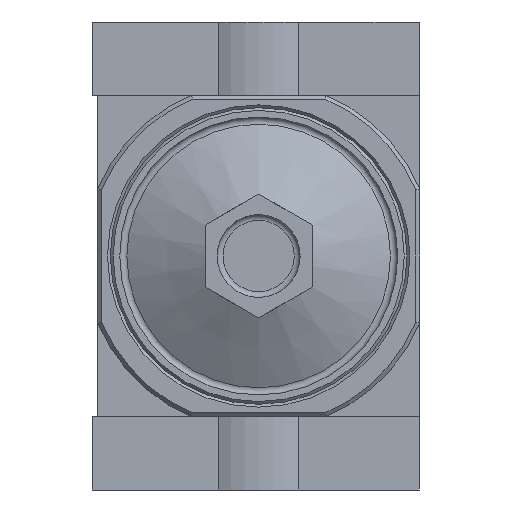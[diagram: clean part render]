
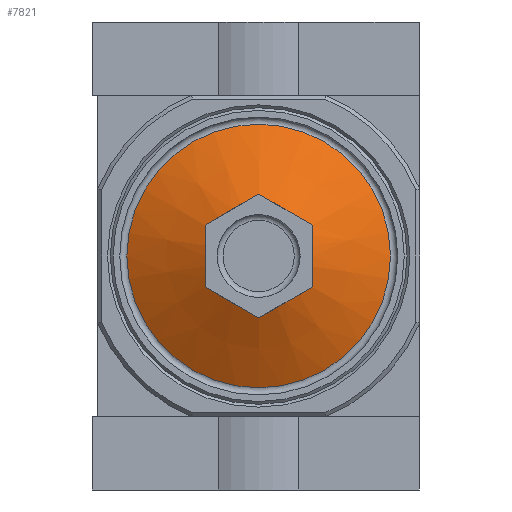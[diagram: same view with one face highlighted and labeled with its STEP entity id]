
A CAD part, front view. The second image highlights one B-rep face of the part: STEP entity #7821.
In plain terms, the highlighted conical face has half-angle 62 degrees and reference radius 27.03 mm.
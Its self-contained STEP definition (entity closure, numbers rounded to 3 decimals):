
#79=CONICAL_SURFACE('',#8397,27.031,1.082);
#333=B_SPLINE_CURVE_WITH_KNOTS('',3,(#12073,#12074,#12075,#12076,#12077,
#12078),.UNSPECIFIED.,.F.,.F.,(4,1,1,4),(0.,0.006,
0.01,0.013),.UNSPECIFIED.);
#334=B_SPLINE_CURVE_WITH_KNOTS('',3,(#12081,#12082,#12083,#12084,#12085,
#12086),.UNSPECIFIED.,.F.,.F.,(4,1,1,4),(0.,0.006,
0.01,0.013),.UNSPECIFIED.);
#335=B_SPLINE_CURVE_WITH_KNOTS('',3,(#12088,#12089,#12090,#12091,#12092,
#12093),.UNSPECIFIED.,.F.,.F.,(4,1,1,4),(0.016,0.023,
0.026,0.029),.UNSPECIFIED.);
#336=B_SPLINE_CURVE_WITH_KNOTS('',3,(#12095,#12096,#12097,#12098,#12099,
#12100),.UNSPECIFIED.,.F.,.F.,(4,1,1,4),(0.,0.006,
0.01,0.013),.UNSPECIFIED.);
#337=B_SPLINE_CURVE_WITH_KNOTS('',3,(#12102,#12103,#12104,#12105,#12106,
#12107),.UNSPECIFIED.,.F.,.F.,(4,1,1,4),(0.,0.006,
0.01,0.013),.UNSPECIFIED.);
#338=B_SPLINE_CURVE_WITH_KNOTS('',3,(#12109,#12110,#12111,#12112,#12113,
#12114),.UNSPECIFIED.,.F.,.F.,(4,1,1,4),(0.016,0.023,
0.026,0.029),.UNSPECIFIED.);
#1797=ORIENTED_EDGE('',*,*,#3367,.F.);
#1798=ORIENTED_EDGE('',*,*,#3368,.F.);
#1799=ORIENTED_EDGE('',*,*,#3369,.F.);
#1800=ORIENTED_EDGE('',*,*,#3370,.F.);
#1801=ORIENTED_EDGE('',*,*,#3371,.F.);
#1802=ORIENTED_EDGE('',*,*,#3372,.F.);
#1803=ORIENTED_EDGE('',*,*,#3373,.T.);
#3367=EDGE_CURVE('',#4128,#4129,#333,.T.);
#3368=EDGE_CURVE('',#4130,#4128,#334,.T.);
#3369=EDGE_CURVE('',#4131,#4130,#335,.T.);
#3370=EDGE_CURVE('',#4132,#4131,#336,.T.);
#3371=EDGE_CURVE('',#4133,#4132,#337,.T.);
#3372=EDGE_CURVE('',#4129,#4133,#338,.T.);
#3373=EDGE_CURVE('',#4134,#4134,#4634,.T.);
#4128=VERTEX_POINT('',#12079);
#4129=VERTEX_POINT('',#12080);
#4130=VERTEX_POINT('',#12087);
#4131=VERTEX_POINT('',#12094);
#4132=VERTEX_POINT('',#12101);
#4133=VERTEX_POINT('',#12108);
#4134=VERTEX_POINT('',#12116);
#4634=CIRCLE('',#8398,27.031);
#4970=EDGE_LOOP('',(#1797,#1798,#1799,#1800,#1801,#1802));
#4971=EDGE_LOOP('',(#1803));
#5510=FACE_BOUND('',#4970,.T.);
#5511=FACE_BOUND('',#4971,.T.);
#7821=ADVANCED_FACE('',(#5510,#5511),#79,.T.);
#8397=AXIS2_PLACEMENT_3D('',#12072,#9536,#9537);
#8398=AXIS2_PLACEMENT_3D('',#12115,#9538,#9539);
#9536=DIRECTION('',(0.,1.,0.));
#9537=DIRECTION('',(0.,0.,1.));
#9538=DIRECTION('',(0.,-1.,0.));
#9539=DIRECTION('',(0.,0.,-1.));
#12072=CARTESIAN_POINT('',(0.,-28.876,0.));
#12073=CARTESIAN_POINT('',(12.702,-36.495,0.));
#12074=CARTESIAN_POINT('',(11.662,-37.048,1.802));
#12075=CARTESIAN_POINT('',(10.073,-37.574,4.554));
#12076=CARTESIAN_POINT('',(7.917,-37.228,8.287));
#12077=CARTESIAN_POINT('',(6.871,-36.772,10.098));
#12078=CARTESIAN_POINT('',(6.351,-36.495,11.));
#12079=CARTESIAN_POINT('',(12.702,-36.495,0.));
#12080=CARTESIAN_POINT('',(6.351,-36.495,11.));
#12081=CARTESIAN_POINT('',(6.351,-36.495,-11.));
#12082=CARTESIAN_POINT('',(7.391,-37.048,-9.198));
#12083=CARTESIAN_POINT('',(8.98,-37.574,-6.446));
#12084=CARTESIAN_POINT('',(11.135,-37.228,-2.713));
#12085=CARTESIAN_POINT('',(12.181,-36.772,-0.902));
#12086=CARTESIAN_POINT('',(12.702,-36.495,0.));
#12087=CARTESIAN_POINT('',(6.351,-36.495,-11.));
#12088=CARTESIAN_POINT('',(-6.351,-36.495,-11.));
#12089=CARTESIAN_POINT('',(-4.278,-37.046,-11.));
#12090=CARTESIAN_POINT('',(-1.115,-37.574,-11.));
#12091=CARTESIAN_POINT('',(3.23,-37.227,-11.));
#12092=CARTESIAN_POINT('',(5.315,-36.771,-11.));
#12093=CARTESIAN_POINT('',(6.351,-36.495,-11.));
#12094=CARTESIAN_POINT('',(-6.351,-36.495,-11.));
#12095=CARTESIAN_POINT('',(-12.702,-36.495,0.));
#12096=CARTESIAN_POINT('',(-11.662,-37.048,-1.802));
#12097=CARTESIAN_POINT('',(-10.073,-37.574,-4.554));
#12098=CARTESIAN_POINT('',(-7.917,-37.228,-8.287));
#12099=CARTESIAN_POINT('',(-6.871,-36.772,-10.098));
#12100=CARTESIAN_POINT('',(-6.351,-36.495,-11.));
#12101=CARTESIAN_POINT('',(-12.702,-36.495,0.));
#12102=CARTESIAN_POINT('',(-6.351,-36.495,11.));
#12103=CARTESIAN_POINT('',(-7.391,-37.048,9.198));
#12104=CARTESIAN_POINT('',(-8.98,-37.574,6.446));
#12105=CARTESIAN_POINT('',(-11.135,-37.228,2.713));
#12106=CARTESIAN_POINT('',(-12.181,-36.772,0.902));
#12107=CARTESIAN_POINT('',(-12.702,-36.495,0.));
#12108=CARTESIAN_POINT('',(-6.351,-36.495,11.));
#12109=CARTESIAN_POINT('',(6.351,-36.495,11.));
#12110=CARTESIAN_POINT('',(4.278,-37.046,11.));
#12111=CARTESIAN_POINT('',(1.115,-37.574,11.));
#12112=CARTESIAN_POINT('',(-3.23,-37.227,11.));
#12113=CARTESIAN_POINT('',(-5.315,-36.771,11.));
#12114=CARTESIAN_POINT('',(-6.351,-36.495,11.));
#12115=CARTESIAN_POINT('',(0.,-28.876,0.));
#12116=CARTESIAN_POINT('',(0.,-28.876,-27.031));
